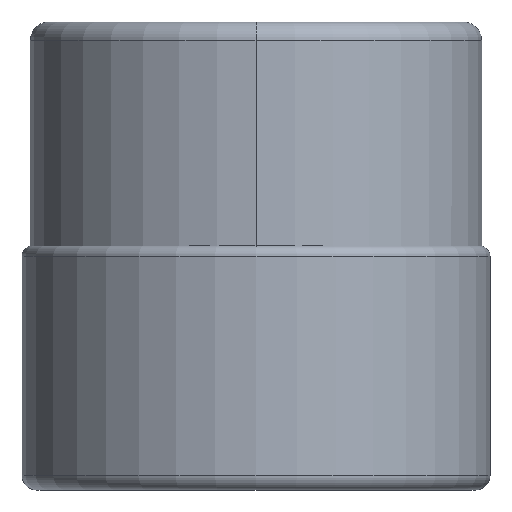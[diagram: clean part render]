
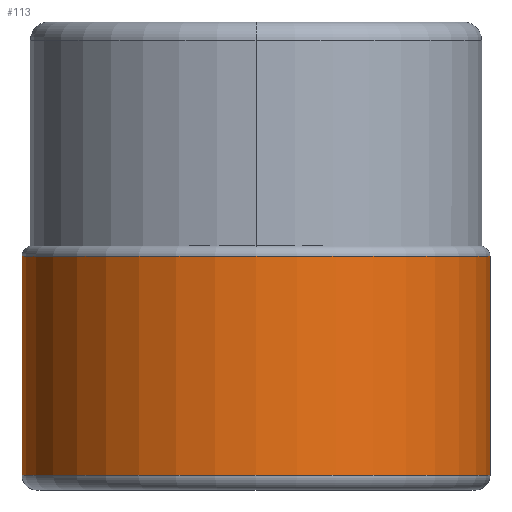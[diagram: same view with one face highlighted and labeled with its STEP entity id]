
A CAD part, front view. The second image highlights one B-rep face of the part: STEP entity #113.
In plain terms, the highlighted cylindrical face has radius 25.4 mm (diameter 50.8 mm), a partial arc.
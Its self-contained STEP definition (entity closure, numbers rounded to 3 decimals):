
#42=CYLINDRICAL_SURFACE('',#1253,25.4);
#113=ADVANCED_FACE('',(#193),#42,.T.);
#193=FACE_OUTER_BOUND('',#251,.T.);
#251=EDGE_LOOP('',(#336,#337,#338,#339));
#336=ORIENTED_EDGE('',*,*,#761,.T.);
#337=ORIENTED_EDGE('',*,*,#760,.F.);
#338=ORIENTED_EDGE('',*,*,#762,.F.);
#339=ORIENTED_EDGE('',*,*,#763,.F.);
#650=VERTEX_POINT('',#1923);
#651=VERTEX_POINT('',#1925);
#652=VERTEX_POINT('',#1931);
#653=VERTEX_POINT('',#1933);
#760=EDGE_CURVE('',#651,#650,#923,.T.);
#761=EDGE_CURVE('',#652,#650,#1094,.T.);
#762=EDGE_CURVE('',#653,#651,#1095,.T.);
#763=EDGE_CURVE('',#652,#653,#924,.T.);
#923=CIRCLE('',#1250,25.4);
#924=CIRCLE('',#1252,25.4);
#1094=LINE('',#1930,#1133);
#1095=LINE('',#1932,#1134);
#1133=VECTOR('',#1493,1.);
#1134=VECTOR('',#1494,1.);
#1250=AXIS2_PLACEMENT_3D('',#1928,#1489,#1490);
#1252=AXIS2_PLACEMENT_3D('',#1934,#1495,#1496);
#1253=AXIS2_PLACEMENT_3D('',#1935,#1497,#1498);
#1489=DIRECTION('',(0.,0.,-1.));
#1490=DIRECTION('',(1.,0.,0.));
#1493=DIRECTION('',(0.,0.,-1.));
#1494=DIRECTION('',(0.,0.,-1.));
#1495=DIRECTION('',(0.,0.,1.));
#1496=DIRECTION('',(-1.,0.,0.));
#1497=DIRECTION('',(0.,0.,-1.));
#1498=DIRECTION('',(-1.,0.,0.));
#1923=CARTESIAN_POINT('',(-25.4,0.,-49.2));
#1925=CARTESIAN_POINT('',(25.4,0.,-49.2));
#1928=CARTESIAN_POINT('',(0.,0.,-49.2));
#1930=CARTESIAN_POINT('',(-25.4,0.,-25.4));
#1931=CARTESIAN_POINT('',(-25.4,0.,-25.4));
#1932=CARTESIAN_POINT('',(25.4,0.,-25.4));
#1933=CARTESIAN_POINT('',(25.4,0.,-25.4));
#1934=CARTESIAN_POINT('',(0.,0.,-25.4));
#1935=CARTESIAN_POINT('',(0.,0.,-22.975));
